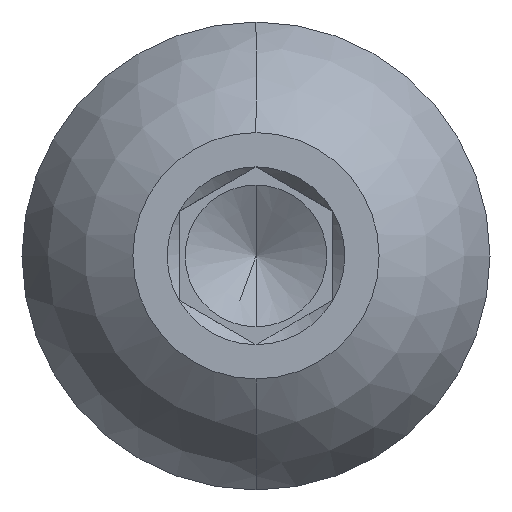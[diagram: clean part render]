
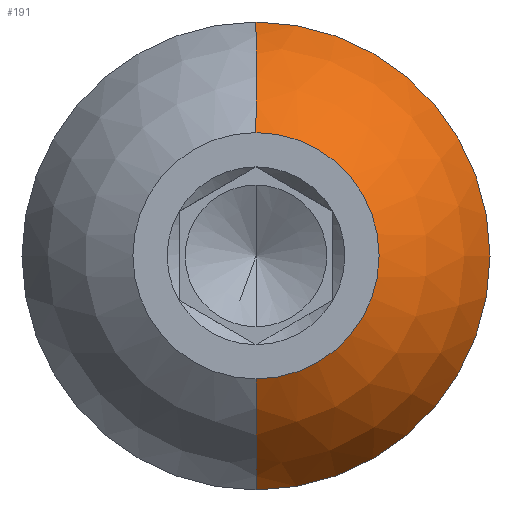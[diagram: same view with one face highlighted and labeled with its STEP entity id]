
A CAD part, top view. The second image highlights one B-rep face of the part: STEP entity #191.
In plain terms, the highlighted spherical face has radius 4.008 mm.
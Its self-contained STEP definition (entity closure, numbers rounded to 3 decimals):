
#139=CARTESIAN_POINT('',(0.,0.,-1.273));
#140=DIRECTION('',(0.0,0.0,1.0));
#141=DIRECTION('',(0.0,1.0,0.0));
#142=AXIS2_PLACEMENT_3D('',#139,#140,#141);
#143=SPHERICAL_SURFACE('',#142,4.007);
#144=CARTESIAN_POINT('',(0.,2.,2.2));
#145=VERTEX_POINT('',#144);
#146=CARTESIAN_POINT('',(0.,3.8,0.));
#147=VERTEX_POINT('',#146);
#148=CARTESIAN_POINT('',(0.,0.,-1.273));
#149=DIRECTION('',(-1.0,0.0,0.0));
#150=DIRECTION('',(0.0,1.0,0.0));
#151=AXIS2_PLACEMENT_3D('',#148,#149,#150);
#152=CIRCLE('',#151,4.007);
#153=EDGE_CURVE('',#145,#147,#152,.T.);
#154=ORIENTED_EDGE('',*,*,#153,.F.);
#155=CARTESIAN_POINT('',(2.,0.,2.2));
#156=VERTEX_POINT('',#155);
#157=CARTESIAN_POINT('',(0.,0.,2.2));
#158=DIRECTION('',(0.0,0.0,-1.0));
#159=DIRECTION('',(1.0,0.0,0.0));
#160=AXIS2_PLACEMENT_3D('',#157,#158,#159);
#161=CIRCLE('',#160,2.);
#162=EDGE_CURVE('',#145,#156,#161,.T.);
#163=ORIENTED_EDGE('',*,*,#162,.T.);
#164=CARTESIAN_POINT('',(0.,-2.,2.2));
#165=VERTEX_POINT('',#164);
#166=CARTESIAN_POINT('',(0.,0.,2.2));
#167=DIRECTION('',(0.0,0.0,-1.0));
#168=DIRECTION('',(1.0,0.0,0.0));
#169=AXIS2_PLACEMENT_3D('',#166,#167,#168);
#170=CIRCLE('',#169,2.);
#171=EDGE_CURVE('',#156,#165,#170,.T.);
#172=ORIENTED_EDGE('',*,*,#171,.T.);
#173=CARTESIAN_POINT('',(0.,-3.8,0.));
#174=VERTEX_POINT('',#173);
#175=CARTESIAN_POINT('',(0.,0.,-1.273));
#176=DIRECTION('',(1.0,0.0,0.0));
#177=DIRECTION('',(0.0,-1.0,0.0));
#178=AXIS2_PLACEMENT_3D('',#175,#176,#177);
#179=CIRCLE('',#178,4.007);
#180=EDGE_CURVE('',#165,#174,#179,.T.);
#181=ORIENTED_EDGE('',*,*,#180,.T.);
#182=CARTESIAN_POINT('',(0.,0.,0.));
#183=DIRECTION('',(0.0,0.0,1.0));
#184=DIRECTION('',(-1.0,0.0,0.0));
#185=AXIS2_PLACEMENT_3D('',#182,#183,#184);
#186=CIRCLE('',#185,3.8);
#187=EDGE_CURVE('',#174,#147,#186,.T.);
#188=ORIENTED_EDGE('',*,*,#187,.T.);
#189=EDGE_LOOP('',(#154,#163,#172,#181,#188));
#190=FACE_OUTER_BOUND('',#189,.T.);
#191=ADVANCED_FACE('',(#190),#143,.T.);
